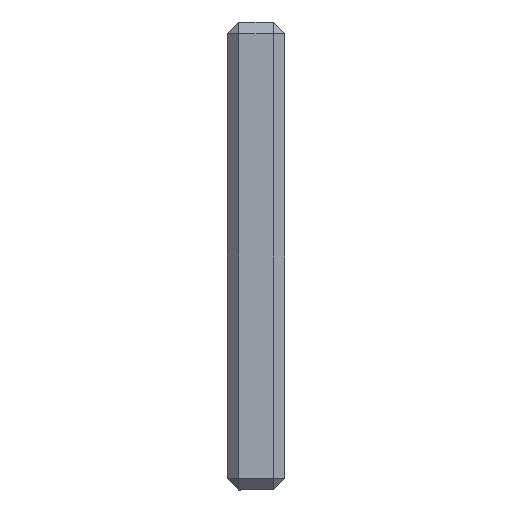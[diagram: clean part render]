
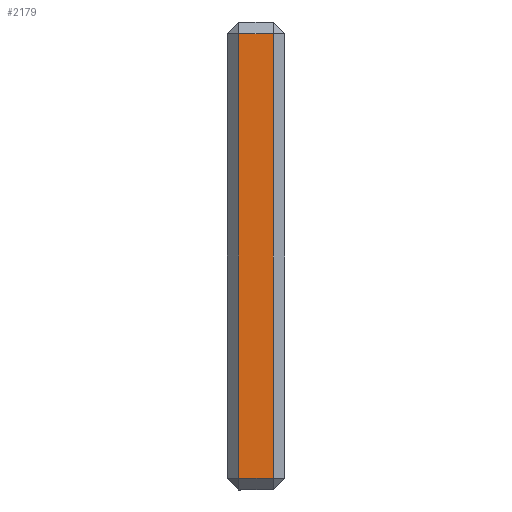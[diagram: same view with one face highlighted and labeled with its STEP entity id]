
A CAD part, left-side view. The second image highlights one B-rep face of the part: STEP entity #2179.
In plain terms, the highlighted planar face has unit normal (-1, 0, 0).
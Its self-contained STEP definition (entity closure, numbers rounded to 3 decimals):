
#76 = CARTESIAN_POINT ( 'NONE',  ( -624.97, 60.036, 12. ) ) ;
#121 = DIRECTION ( 'NONE',  ( 0., 0., -1. ) ) ;
#122 = VECTOR ( 'NONE', #121, 1000. ) ;
#123 = CARTESIAN_POINT ( 'NONE',  ( -624.97, 60.036, 15. ) ) ;
#124 = LINE ( 'NONE', #123, #122 ) ;
#169 = CARTESIAN_POINT ( 'NONE',  ( -624.97, -55.964, 12. ) ) ;
#324 = CARTESIAN_POINT ( 'NONE',  ( -624.97, -55.964, 3. ) ) ;
#368 = DIRECTION ( 'NONE',  ( 0., -1., 0. ) ) ;
#369 = VECTOR ( 'NONE', #368, 1000. ) ;
#370 = CARTESIAN_POINT ( 'NONE',  ( -624.97, 63.036, 3. ) ) ;
#371 = LINE ( 'NONE', #370, #369 ) ;
#390 = LINE ( 'NONE', #452, #451 ) ;
#391 = DIRECTION ( 'NONE',  ( 0., 0., -1. ) ) ;
#392 = DIRECTION ( 'NONE',  ( 1., 0., 0. ) ) ;
#393 = CARTESIAN_POINT ( 'NONE',  ( -624.97, 63.036, 15. ) ) ;
#394 = AXIS2_PLACEMENT_3D ( 'NONE', #393, #392, #391 ) ;
#395 = PLANE ( 'NONE',  #394 ) ;
#396 = FACE_OUTER_BOUND ( 'NONE', #2135, .T. ) ;
#412 = CARTESIAN_POINT ( 'NONE',  ( -624.97, 60.036, 3. ) ) ;
#450 = DIRECTION ( 'NONE',  ( 0., 0., 1. ) ) ;
#451 = VECTOR ( 'NONE', #450, 1000. ) ;
#452 = CARTESIAN_POINT ( 'NONE',  ( -624.97, -55.964, 15. ) ) ;
#736 = DIRECTION ( 'NONE',  ( 0., 1., 0. ) ) ;
#737 = VECTOR ( 'NONE', #736, 1000. ) ;
#738 = CARTESIAN_POINT ( 'NONE',  ( -624.97, 63.036, 12. ) ) ;
#739 = LINE ( 'NONE', #738, #737 ) ;
#1942 = VERTEX_POINT ( 'NONE', #76 ) ;
#2028 = EDGE_CURVE ( 'NONE', #1942, #2168, #124, .T. ) ;
#2030 = ORIENTED_EDGE ( 'NONE', *, *, #2028, .T. ) ;
#2036 = VERTEX_POINT ( 'NONE', #169 ) ;
#2068 = EDGE_CURVE ( 'NONE', #2168, #2160, #371, .T. ) ;
#2091 = ORIENTED_EDGE ( 'NONE', *, *, #2068, .T. ) ;
#2134 = ORIENTED_EDGE ( 'NONE', *, *, #2180, .T. ) ;
#2135 = EDGE_LOOP ( 'NONE', ( #2134, #2147, #2030, #2091 ) ) ;
#2147 = ORIENTED_EDGE ( 'NONE', *, *, #2203, .T. ) ;
#2160 = VERTEX_POINT ( 'NONE', #324 ) ;
#2168 = VERTEX_POINT ( 'NONE', #412 ) ;
#2179 = ADVANCED_FACE ( 'NONE', ( #396 ), #395, .F. ) ;
#2180 = EDGE_CURVE ( 'NONE', #2160, #2036, #390, .T. ) ;
#2203 = EDGE_CURVE ( 'NONE', #2036, #1942, #739, .T. ) ;
